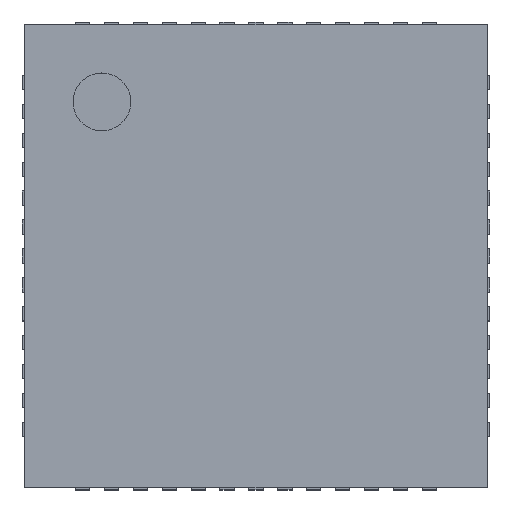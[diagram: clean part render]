
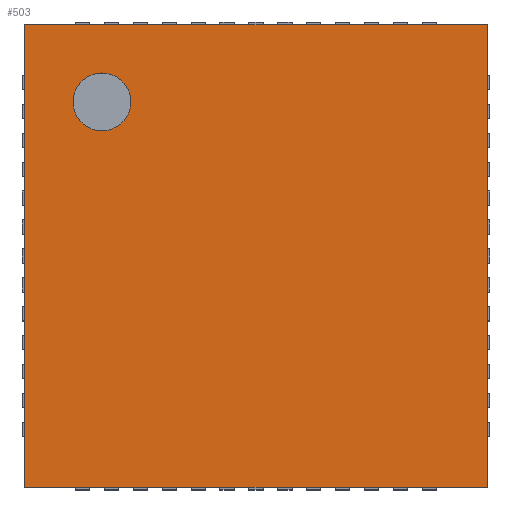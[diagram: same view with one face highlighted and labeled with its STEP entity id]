
A CAD part, top view. The second image highlights one B-rep face of the part: STEP entity #503.
In plain terms, the highlighted planar face has unit normal (0, 0, 1).
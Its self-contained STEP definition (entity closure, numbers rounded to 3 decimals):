
#314 = VERTEX_POINT('',#315);
#315 = CARTESIAN_POINT('',(0.,0.,0.6));
#322 = PLANE('',#323);
#323 = AXIS2_PLACEMENT_3D('',#324,#325,#326);
#324 = CARTESIAN_POINT('',(0.,0.,0.05));
#325 = DIRECTION('',(1.,0.,-0.));
#326 = DIRECTION('',(0.,0.,1.));
#334 = PLANE('',#335);
#335 = AXIS2_PLACEMENT_3D('',#336,#337,#338);
#336 = CARTESIAN_POINT('',(0.,0.,0.05));
#337 = DIRECTION('',(-0.,1.,0.));
#338 = DIRECTION('',(0.,0.,1.));
#375 = VERTEX_POINT('',#376);
#376 = CARTESIAN_POINT('',(0.,8.,0.6));
#390 = PLANE('',#391);
#391 = AXIS2_PLACEMENT_3D('',#392,#393,#394);
#392 = CARTESIAN_POINT('',(0.,8.,0.05));
#393 = DIRECTION('',(-0.,1.,0.));
#394 = DIRECTION('',(0.,0.,1.));
#402 = EDGE_CURVE('',#314,#375,#403,.T.);
#403 = SURFACE_CURVE('',#404,(#408,#415),.PCURVE_S1.);
#404 = LINE('',#405,#406);
#405 = CARTESIAN_POINT('',(0.,0.,0.6));
#406 = VECTOR('',#407,1.);
#407 = DIRECTION('',(-0.,1.,0.));
#408 = PCURVE('',#322,#409);
#409 = DEFINITIONAL_REPRESENTATION('',(#410),#414);
#410 = LINE('',#411,#412);
#411 = CARTESIAN_POINT('',(0.55,0.));
#412 = VECTOR('',#413,1.);
#413 = DIRECTION('',(0.,-1.));
#414 = ( GEOMETRIC_REPRESENTATION_CONTEXT(2) 
PARAMETRIC_REPRESENTATION_CONTEXT() REPRESENTATION_CONTEXT('2D SPACE',''
  ) );
#415 = PCURVE('',#416,#421);
#416 = PLANE('',#417);
#417 = AXIS2_PLACEMENT_3D('',#418,#419,#420);
#418 = CARTESIAN_POINT('',(0.,0.,0.6));
#419 = DIRECTION('',(0.,0.,1.));
#420 = DIRECTION('',(1.,0.,-0.));
#421 = DEFINITIONAL_REPRESENTATION('',(#422),#426);
#422 = LINE('',#423,#424);
#423 = CARTESIAN_POINT('',(0.,0.));
#424 = VECTOR('',#425,1.);
#425 = DIRECTION('',(0.,1.));
#426 = ( GEOMETRIC_REPRESENTATION_CONTEXT(2) 
PARAMETRIC_REPRESENTATION_CONTEXT() REPRESENTATION_CONTEXT('2D SPACE',''
  ) );
#455 = EDGE_CURVE('',#314,#456,#458,.T.);
#456 = VERTEX_POINT('',#457);
#457 = CARTESIAN_POINT('',(8.,0.,0.6));
#458 = SURFACE_CURVE('',#459,(#463,#470),.PCURVE_S1.);
#459 = LINE('',#460,#461);
#460 = CARTESIAN_POINT('',(0.,0.,0.6));
#461 = VECTOR('',#462,1.);
#462 = DIRECTION('',(1.,0.,-0.));
#463 = PCURVE('',#334,#464);
#464 = DEFINITIONAL_REPRESENTATION('',(#465),#469);
#465 = LINE('',#466,#467);
#466 = CARTESIAN_POINT('',(0.55,0.));
#467 = VECTOR('',#468,1.);
#468 = DIRECTION('',(0.,1.));
#469 = ( GEOMETRIC_REPRESENTATION_CONTEXT(2) 
PARAMETRIC_REPRESENTATION_CONTEXT() REPRESENTATION_CONTEXT('2D SPACE',''
  ) );
#470 = PCURVE('',#416,#471);
#471 = DEFINITIONAL_REPRESENTATION('',(#472),#476);
#472 = LINE('',#473,#474);
#473 = CARTESIAN_POINT('',(0.,0.));
#474 = VECTOR('',#475,1.);
#475 = DIRECTION('',(1.,0.));
#476 = ( GEOMETRIC_REPRESENTATION_CONTEXT(2) 
PARAMETRIC_REPRESENTATION_CONTEXT() REPRESENTATION_CONTEXT('2D SPACE',''
  ) );
#492 = PLANE('',#493);
#493 = AXIS2_PLACEMENT_3D('',#494,#495,#496);
#494 = CARTESIAN_POINT('',(8.,0.,0.05));
#495 = DIRECTION('',(1.,0.,-0.));
#496 = DIRECTION('',(0.,0.,1.));
#503 = ADVANCED_FACE('',(#504,#552),#416,.T.);
#504 = FACE_BOUND('',#505,.T.);
#505 = EDGE_LOOP('',(#506,#507,#508,#531));
#506 = ORIENTED_EDGE('',*,*,#402,.F.);
#507 = ORIENTED_EDGE('',*,*,#455,.T.);
#508 = ORIENTED_EDGE('',*,*,#509,.T.);
#509 = EDGE_CURVE('',#456,#510,#512,.T.);
#510 = VERTEX_POINT('',#511);
#511 = CARTESIAN_POINT('',(8.,8.,0.6));
#512 = SURFACE_CURVE('',#513,(#517,#524),.PCURVE_S1.);
#513 = LINE('',#514,#515);
#514 = CARTESIAN_POINT('',(8.,0.,0.6));
#515 = VECTOR('',#516,1.);
#516 = DIRECTION('',(-0.,1.,0.));
#517 = PCURVE('',#416,#518);
#518 = DEFINITIONAL_REPRESENTATION('',(#519),#523);
#519 = LINE('',#520,#521);
#520 = CARTESIAN_POINT('',(8.,0.));
#521 = VECTOR('',#522,1.);
#522 = DIRECTION('',(0.,1.));
#523 = ( GEOMETRIC_REPRESENTATION_CONTEXT(2) 
PARAMETRIC_REPRESENTATION_CONTEXT() REPRESENTATION_CONTEXT('2D SPACE',''
  ) );
#524 = PCURVE('',#492,#525);
#525 = DEFINITIONAL_REPRESENTATION('',(#526),#530);
#526 = LINE('',#527,#528);
#527 = CARTESIAN_POINT('',(0.55,0.));
#528 = VECTOR('',#529,1.);
#529 = DIRECTION('',(0.,-1.));
#530 = ( GEOMETRIC_REPRESENTATION_CONTEXT(2) 
PARAMETRIC_REPRESENTATION_CONTEXT() REPRESENTATION_CONTEXT('2D SPACE',''
  ) );
#531 = ORIENTED_EDGE('',*,*,#532,.F.);
#532 = EDGE_CURVE('',#375,#510,#533,.T.);
#533 = SURFACE_CURVE('',#534,(#538,#545),.PCURVE_S1.);
#534 = LINE('',#535,#536);
#535 = CARTESIAN_POINT('',(0.,8.,0.6));
#536 = VECTOR('',#537,1.);
#537 = DIRECTION('',(1.,0.,-0.));
#538 = PCURVE('',#416,#539);
#539 = DEFINITIONAL_REPRESENTATION('',(#540),#544);
#540 = LINE('',#541,#542);
#541 = CARTESIAN_POINT('',(0.,8.));
#542 = VECTOR('',#543,1.);
#543 = DIRECTION('',(1.,0.));
#544 = ( GEOMETRIC_REPRESENTATION_CONTEXT(2) 
PARAMETRIC_REPRESENTATION_CONTEXT() REPRESENTATION_CONTEXT('2D SPACE',''
  ) );
#545 = PCURVE('',#390,#546);
#546 = DEFINITIONAL_REPRESENTATION('',(#547),#551);
#547 = LINE('',#548,#549);
#548 = CARTESIAN_POINT('',(0.55,0.));
#549 = VECTOR('',#550,1.);
#550 = DIRECTION('',(0.,1.));
#551 = ( GEOMETRIC_REPRESENTATION_CONTEXT(2) 
PARAMETRIC_REPRESENTATION_CONTEXT() REPRESENTATION_CONTEXT('2D SPACE',''
  ) );
#552 = FACE_BOUND('',#553,.T.);
#553 = EDGE_LOOP('',(#554));
#554 = ORIENTED_EDGE('',*,*,#555,.F.);
#555 = EDGE_CURVE('',#556,#556,#558,.T.);
#556 = VERTEX_POINT('',#557);
#557 = CARTESIAN_POINT('',(1.833,6.667,0.6));
#558 = SURFACE_CURVE('',#559,(#564,#571),.PCURVE_S1.);
#559 = CIRCLE('',#560,0.5);
#560 = AXIS2_PLACEMENT_3D('',#561,#562,#563);
#561 = CARTESIAN_POINT('',(1.333,6.667,0.6));
#562 = DIRECTION('',(0.,0.,1.));
#563 = DIRECTION('',(1.,0.,-0.));
#564 = PCURVE('',#416,#565);
#565 = DEFINITIONAL_REPRESENTATION('',(#566),#570);
#566 = CIRCLE('',#567,0.5);
#567 = AXIS2_PLACEMENT_2D('',#568,#569);
#568 = CARTESIAN_POINT('',(1.333,6.667));
#569 = DIRECTION('',(1.,0.));
#570 = ( GEOMETRIC_REPRESENTATION_CONTEXT(2) 
PARAMETRIC_REPRESENTATION_CONTEXT() REPRESENTATION_CONTEXT('2D SPACE',''
  ) );
#571 = PCURVE('',#572,#577);
#572 = CYLINDRICAL_SURFACE('',#573,0.5);
#573 = AXIS2_PLACEMENT_3D('',#574,#575,#576);
#574 = CARTESIAN_POINT('',(1.333,6.667,0.5));
#575 = DIRECTION('',(0.,0.,1.));
#576 = DIRECTION('',(1.,0.,-0.));
#577 = DEFINITIONAL_REPRESENTATION('',(#578),#582);
#578 = LINE('',#579,#580);
#579 = CARTESIAN_POINT('',(0.,0.1));
#580 = VECTOR('',#581,1.);
#581 = DIRECTION('',(1.,0.));
#582 = ( GEOMETRIC_REPRESENTATION_CONTEXT(2) 
PARAMETRIC_REPRESENTATION_CONTEXT() REPRESENTATION_CONTEXT('2D SPACE',''
  ) );
